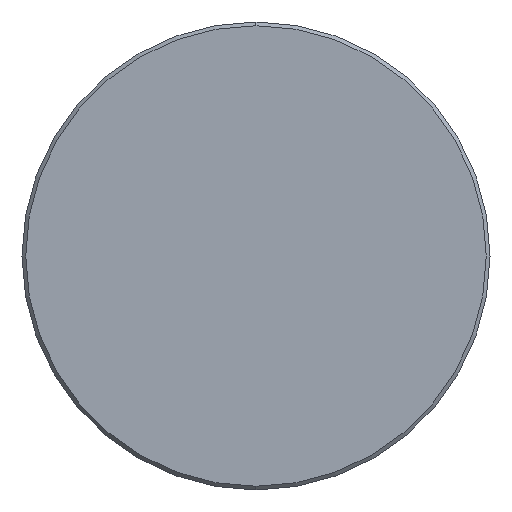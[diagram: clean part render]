
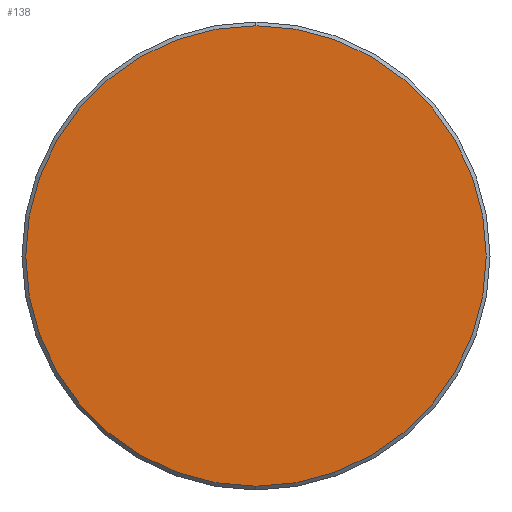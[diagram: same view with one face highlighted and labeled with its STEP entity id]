
A CAD part, left-side view. The second image highlights one B-rep face of the part: STEP entity #138.
In plain terms, the highlighted planar face has unit normal (-1, 0, 0).
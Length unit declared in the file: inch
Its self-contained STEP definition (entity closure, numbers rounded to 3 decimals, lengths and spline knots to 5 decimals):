
#11 = CARTESIAN_POINT ( 'NONE',  ( -6., 0., 0. ) ) ;
#41 = DIRECTION ( 'NONE',  ( 0., 0., -1. ) ) ;
#45 = EDGE_LOOP ( 'NONE', ( #93, #212 ) ) ;
#75 = DIRECTION ( 'NONE',  ( 1., 0., 0. ) ) ;
#86 = EDGE_CURVE ( 'NONE', #248, #160, #87, .T. ) ;
#87 = CIRCLE ( 'NONE', #259, 0.615 ) ;
#93 = ORIENTED_EDGE ( 'NONE', *, *, #86, .T. ) ;
#101 = DIRECTION ( 'NONE',  ( 0., 0., -1. ) ) ;
#138 = ADVANCED_FACE ( 'NONE', ( #207 ), #211, .F. ) ;
#141 = CIRCLE ( 'NONE', #253, 0.615 ) ;
#157 = DIRECTION ( 'NONE',  ( -1., 0., 0. ) ) ;
#160 = VERTEX_POINT ( 'NONE', #262 ) ;
#163 = DIRECTION ( 'NONE',  ( -1., 0., 0. ) ) ;
#178 = CARTESIAN_POINT ( 'NONE',  ( -6., 0., 0. ) ) ;
#187 = CARTESIAN_POINT ( 'NONE',  ( -6., 0., 0. ) ) ;
#192 = DIRECTION ( 'NONE',  ( 0., 0., -1. ) ) ;
#197 = AXIS2_PLACEMENT_3D ( 'NONE', #11, #75, #101 ) ;
#207 = FACE_OUTER_BOUND ( 'NONE', #45, .T. ) ;
#211 = PLANE ( 'NONE',  #197 ) ;
#212 = ORIENTED_EDGE ( 'NONE', *, *, #228, .T. ) ;
#228 = EDGE_CURVE ( 'NONE', #160, #248, #141, .T. ) ;
#248 = VERTEX_POINT ( 'NONE', #260 ) ;
#253 = AXIS2_PLACEMENT_3D ( 'NONE', #178, #157, #41 ) ;
#259 = AXIS2_PLACEMENT_3D ( 'NONE', #187, #163, #192 ) ;
#260 = CARTESIAN_POINT ( 'NONE',  ( -6., 0., -0.615 ) ) ;
#262 = CARTESIAN_POINT ( 'NONE',  ( -6., 0., 0.615 ) ) ;
